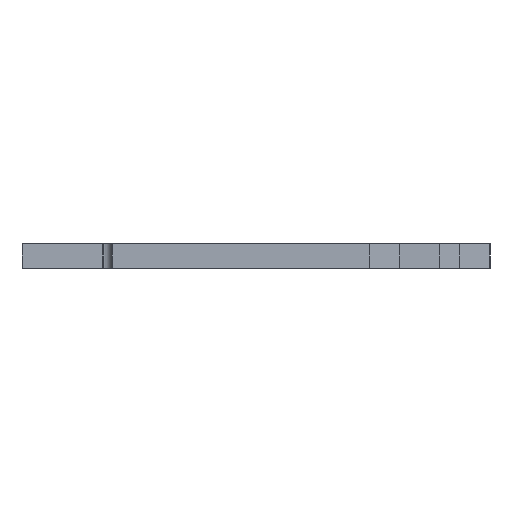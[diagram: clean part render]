
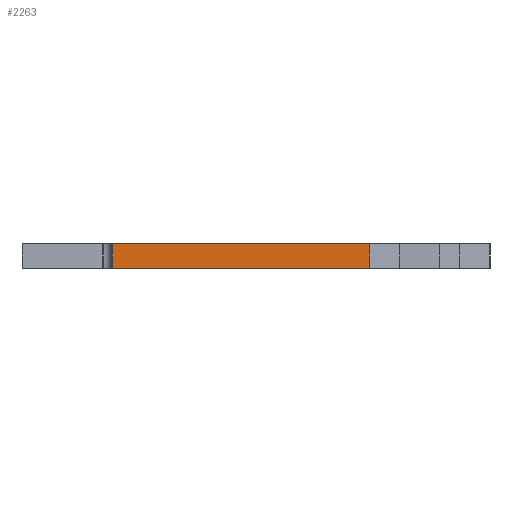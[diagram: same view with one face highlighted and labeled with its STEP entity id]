
A CAD part, left-side view. The second image highlights one B-rep face of the part: STEP entity #2263.
In plain terms, the highlighted planar face has unit normal (-1, 0, 0).
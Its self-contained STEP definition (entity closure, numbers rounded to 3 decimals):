
#2238 = VERTEX_POINT('',#2239);
#2239 = CARTESIAN_POINT('',(-50.,-44.,1.2));
#2245 = EDGE_CURVE('',#2246,#2238,#2248,.T.);
#2246 = VERTEX_POINT('',#2247);
#2247 = CARTESIAN_POINT('',(-50.,-44.,0.));
#2248 = LINE('',#2249,#2250);
#2249 = CARTESIAN_POINT('',(-50.,-44.,0.));
#2250 = VECTOR('',#2251,1.);
#2251 = DIRECTION('',(0.,0.,1.));
#2263 = ADVANCED_FACE('',(#2264),#2289,.T.);
#2264 = FACE_BOUND('',#2265,.T.);
#2265 = EDGE_LOOP('',(#2266,#2267,#2275,#2283));
#2266 = ORIENTED_EDGE('',*,*,#2245,.T.);
#2267 = ORIENTED_EDGE('',*,*,#2268,.T.);
#2268 = EDGE_CURVE('',#2238,#2269,#2271,.T.);
#2269 = VERTEX_POINT('',#2270);
#2270 = CARTESIAN_POINT('',(-50.,-31.17,1.2));
#2271 = LINE('',#2272,#2273);
#2272 = CARTESIAN_POINT('',(-50.,-44.,1.2));
#2273 = VECTOR('',#2274,1.);
#2274 = DIRECTION('',(0.,1.,0.));
#2275 = ORIENTED_EDGE('',*,*,#2276,.F.);
#2276 = EDGE_CURVE('',#2277,#2269,#2279,.T.);
#2277 = VERTEX_POINT('',#2278);
#2278 = CARTESIAN_POINT('',(-50.,-31.17,0.));
#2279 = LINE('',#2280,#2281);
#2280 = CARTESIAN_POINT('',(-50.,-31.17,0.));
#2281 = VECTOR('',#2282,1.);
#2282 = DIRECTION('',(0.,0.,1.));
#2283 = ORIENTED_EDGE('',*,*,#2284,.F.);
#2284 = EDGE_CURVE('',#2246,#2277,#2285,.T.);
#2285 = LINE('',#2286,#2287);
#2286 = CARTESIAN_POINT('',(-50.,-44.,0.));
#2287 = VECTOR('',#2288,1.);
#2288 = DIRECTION('',(0.,1.,0.));
#2289 = PLANE('',#2290);
#2290 = AXIS2_PLACEMENT_3D('',#2291,#2292,#2293);
#2291 = CARTESIAN_POINT('',(-50.,-44.,0.));
#2292 = DIRECTION('',(-1.,0.,0.));
#2293 = DIRECTION('',(0.,1.,0.));
